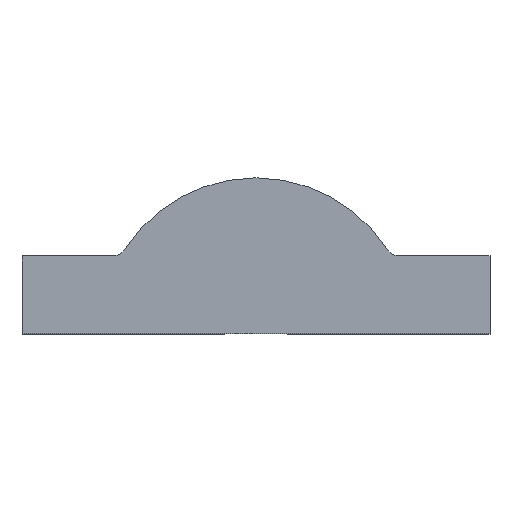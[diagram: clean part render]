
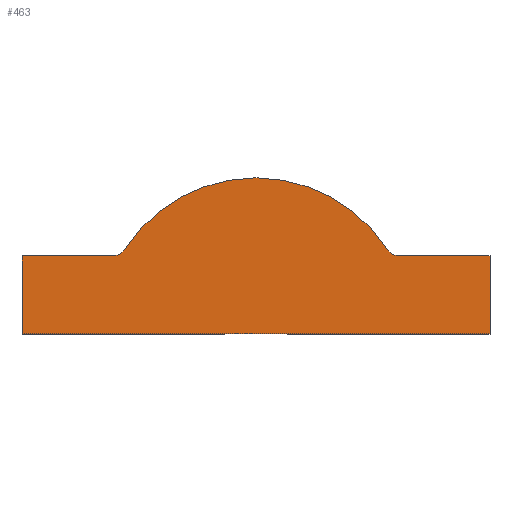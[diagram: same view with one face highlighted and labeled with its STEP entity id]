
A CAD part, top view. The second image highlights one B-rep face of the part: STEP entity #463.
In plain terms, the highlighted planar face has unit normal (0, 0, 1).
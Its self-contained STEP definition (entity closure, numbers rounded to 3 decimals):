
#23=PLANE('',#514);
#46=FACE_OUTER_BOUND('',#72,.T.);
#72=EDGE_LOOP('',(#370,#371,#372,#373,#374,#375,#376,#377,#378,#379));
#94=LINE('',#690,#144);
#98=LINE('',#708,#148);
#113=LINE('',#742,#163);
#114=LINE('',#745,#164);
#115=LINE('',#747,#165);
#116=LINE('',#748,#166);
#144=VECTOR('',#559,10.);
#148=VECTOR('',#577,10.);
#163=VECTOR('',#604,10.);
#164=VECTOR('',#607,10.);
#165=VECTOR('',#608,10.);
#166=VECTOR('',#609,10.);
#193=CIRCLE('',#499,1.);
#195=CIRCLE('',#503,1.);
#197=CIRCLE('',#506,10.001);
#198=CIRCLE('',#509,10.001);
#210=VERTEX_POINT('',#680);
#211=VERTEX_POINT('',#682);
#213=VERTEX_POINT('',#688);
#216=VERTEX_POINT('',#695);
#217=VERTEX_POINT('',#697);
#219=VERTEX_POINT('',#703);
#220=VERTEX_POINT('',#707);
#222=VERTEX_POINT('',#713);
#234=VERTEX_POINT('',#744);
#235=VERTEX_POINT('',#746);
#256=EDGE_CURVE('',#210,#211,#193,.T.);
#260=EDGE_CURVE('',#210,#213,#94,.T.);
#263=EDGE_CURVE('',#216,#217,#195,.T.);
#267=EDGE_CURVE('',#216,#219,#197,.F.);
#268=EDGE_CURVE('',#220,#217,#98,.T.);
#271=EDGE_CURVE('',#222,#211,#198,.F.);
#286=EDGE_CURVE('',#222,#219,#113,.F.);
#287=EDGE_CURVE('',#234,#213,#114,.F.);
#288=EDGE_CURVE('',#235,#234,#115,.T.);
#289=EDGE_CURVE('',#220,#235,#116,.F.);
#370=ORIENTED_EDGE('',*,*,#267,.T.);
#371=ORIENTED_EDGE('',*,*,#286,.F.);
#372=ORIENTED_EDGE('',*,*,#271,.T.);
#373=ORIENTED_EDGE('',*,*,#256,.F.);
#374=ORIENTED_EDGE('',*,*,#260,.T.);
#375=ORIENTED_EDGE('',*,*,#287,.F.);
#376=ORIENTED_EDGE('',*,*,#288,.F.);
#377=ORIENTED_EDGE('',*,*,#289,.F.);
#378=ORIENTED_EDGE('',*,*,#268,.T.);
#379=ORIENTED_EDGE('',*,*,#263,.F.);
#463=ADVANCED_FACE('',(#46),#23,.F.);
#499=AXIS2_PLACEMENT_3D('',#683,#552,#553);
#503=AXIS2_PLACEMENT_3D('',#698,#565,#566);
#506=AXIS2_PLACEMENT_3D('',#705,#573,#574);
#509=AXIS2_PLACEMENT_3D('',#714,#582,#583);
#514=AXIS2_PLACEMENT_3D('',#743,#605,#606);
#552=DIRECTION('center_axis',(0.,0.,1.));
#553=DIRECTION('ref_axis',(0.477,-0.879,0.));
#559=DIRECTION('',(-1.,0.,0.));
#565=DIRECTION('center_axis',(0.,0.,1.));
#566=DIRECTION('ref_axis',(-0.477,-0.879,0.));
#573=DIRECTION('center_axis',(0.,0.,-1.));
#574=DIRECTION('ref_axis',(1.,0.,0.));
#577=DIRECTION('',(-1.,0.,0.));
#582=DIRECTION('center_axis',(0.,0.,-1.));
#583=DIRECTION('ref_axis',(1.,0.,0.));
#604=DIRECTION('',(-1.,0.,0.));
#605=DIRECTION('center_axis',(0.,0.,-1.));
#606=DIRECTION('ref_axis',(-1.,0.,0.));
#607=DIRECTION('',(0.,-1.,0.));
#608=DIRECTION('',(-1.,0.,0.));
#609=DIRECTION('',(0.,1.,0.));
#680=CARTESIAN_POINT('',(-9.221,18.,0.027));
#682=CARTESIAN_POINT('',(-8.383,18.455,0.027));
#683=CARTESIAN_POINT('Origin',(-9.221,19.,0.027));
#688=CARTESIAN_POINT('',(-15.,18.,0.027));
#690=CARTESIAN_POINT('',(0.,18.,0.027));
#695=CARTESIAN_POINT('',(8.383,18.455,0.027));
#697=CARTESIAN_POINT('',(9.221,18.,0.027));
#698=CARTESIAN_POINT('Origin',(9.221,19.,0.027));
#703=CARTESIAN_POINT('',(0.144,23.,0.027));
#705=CARTESIAN_POINT('Origin',(0.,13.,0.027));
#707=CARTESIAN_POINT('',(15.,18.,0.027));
#708=CARTESIAN_POINT('',(11.992,18.,0.027));
#713=CARTESIAN_POINT('',(-0.144,23.,0.027));
#714=CARTESIAN_POINT('Origin',(0.,13.,0.027));
#742=CARTESIAN_POINT('',(16.5,23.,0.027));
#743=CARTESIAN_POINT('Origin',(16.5,13.,0.027));
#744=CARTESIAN_POINT('',(-15.,13.,0.027));
#745=CARTESIAN_POINT('',(-15.,17.5,0.027));
#746=CARTESIAN_POINT('',(15.,13.,0.027));
#747=CARTESIAN_POINT('',(5.8,13.,0.027));
#748=CARTESIAN_POINT('',(15.,6.5,0.027));
